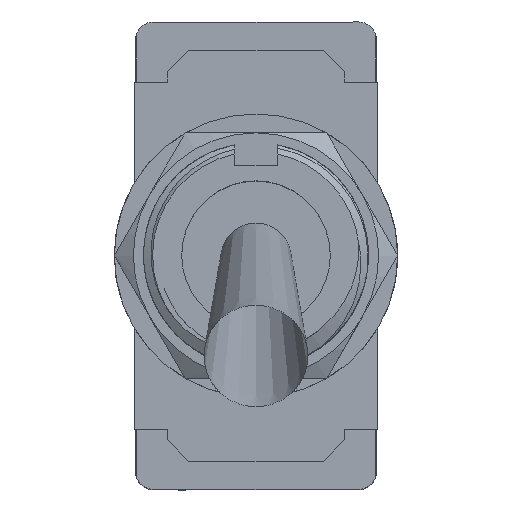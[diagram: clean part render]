
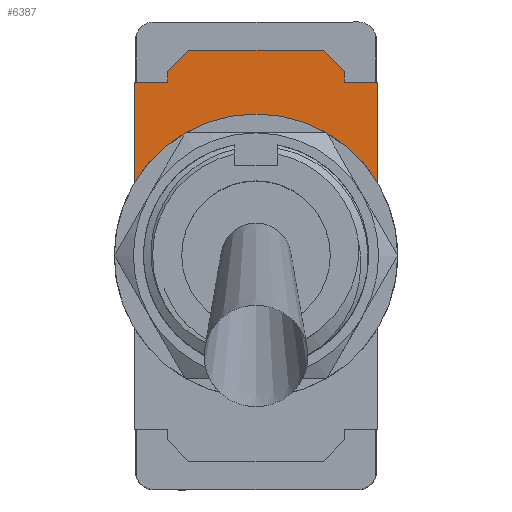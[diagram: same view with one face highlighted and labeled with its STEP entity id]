
A CAD part, top view. The second image highlights one B-rep face of the part: STEP entity #6387.
In plain terms, the highlighted planar face has unit normal (0, 0, 1).
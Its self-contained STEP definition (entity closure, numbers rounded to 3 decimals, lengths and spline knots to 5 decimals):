
#334=PLANE('',#6784);
#594=FACE_OUTER_BOUND('',#957,.T.);
#957=EDGE_LOOP('',(#5291,#5292,#5293,#5294,#5295,#5296,#5297,#5298,#5299,
#5300));
#1450=LINE('',#23880,#2026);
#1454=LINE('',#23888,#2030);
#1457=LINE('',#23894,#2033);
#1460=LINE('',#23900,#2036);
#1463=LINE('',#23906,#2039);
#1470=LINE('',#23919,#2046);
#1491=LINE('',#23980,#2067);
#1501=LINE('',#24066,#2077);
#1502=LINE('',#24067,#2078);
#2026=VECTOR('',#7670,39.37008);
#2030=VECTOR('',#7676,39.37008);
#2033=VECTOR('',#7681,39.37008);
#2036=VECTOR('',#7686,39.37008);
#2039=VECTOR('',#7691,39.37008);
#2046=VECTOR('',#7700,39.37008);
#2067=VECTOR('',#7745,39.37008);
#2077=VECTOR('',#7769,39.37008);
#2078=VECTOR('',#7770,39.37008);
#2549=CIRCLE('',#6785,0.15748);
#2962=VERTEX_POINT('',#23878);
#2963=VERTEX_POINT('',#23879);
#2966=VERTEX_POINT('',#23887);
#2968=VERTEX_POINT('',#23893);
#2970=VERTEX_POINT('',#23899);
#2972=VERTEX_POINT('',#23905);
#2976=VERTEX_POINT('',#23916);
#2977=VERTEX_POINT('',#23918);
#2999=VERTEX_POINT('',#24063);
#3000=VERTEX_POINT('',#24065);
#3766=EDGE_CURVE('',#2962,#2963,#1450,.T.);
#3770=EDGE_CURVE('',#2966,#2962,#1454,.T.);
#3773=EDGE_CURVE('',#2968,#2966,#1457,.T.);
#3776=EDGE_CURVE('',#2970,#2968,#1460,.T.);
#3779=EDGE_CURVE('',#2972,#2970,#1463,.T.);
#3786=EDGE_CURVE('',#2976,#2977,#1470,.T.);
#3811=EDGE_CURVE('',#2977,#2972,#1491,.T.);
#3827=EDGE_CURVE('',#2999,#2976,#2549,.T.);
#3828=EDGE_CURVE('',#2999,#3000,#1501,.T.);
#3829=EDGE_CURVE('',#2963,#3000,#1502,.T.);
#5291=ORIENTED_EDGE('',*,*,#3827,.F.);
#5292=ORIENTED_EDGE('',*,*,#3828,.T.);
#5293=ORIENTED_EDGE('',*,*,#3829,.F.);
#5294=ORIENTED_EDGE('',*,*,#3766,.F.);
#5295=ORIENTED_EDGE('',*,*,#3770,.F.);
#5296=ORIENTED_EDGE('',*,*,#3773,.F.);
#5297=ORIENTED_EDGE('',*,*,#3776,.F.);
#5298=ORIENTED_EDGE('',*,*,#3779,.F.);
#5299=ORIENTED_EDGE('',*,*,#3811,.F.);
#5300=ORIENTED_EDGE('',*,*,#3786,.F.);
#6387=ADVANCED_FACE('',(#594),#334,.F.);
#6784=AXIS2_PLACEMENT_3D('',#24062,#7765,#7766);
#6785=AXIS2_PLACEMENT_3D('',#24064,#7767,#7768);
#7670=DIRECTION('',(0.,-1.,0.));
#7676=DIRECTION('',(0.707,-0.707,0.));
#7681=DIRECTION('',(1.,0.,0.));
#7686=DIRECTION('',(0.707,0.707,0.));
#7691=DIRECTION('',(0.,1.,0.));
#7700=DIRECTION('',(0.,1.,0.));
#7745=DIRECTION('',(1.,0.,0.));
#7765=DIRECTION('center_axis',(0.,0.,
-1.));
#7766=DIRECTION('ref_axis',(-1.,0.,0.));
#7767=DIRECTION('center_axis',(0.,0.,
1.));
#7768=DIRECTION('ref_axis',(1.,0.,0.));
#7769=DIRECTION('',(0.,1.,0.));
#7770=DIRECTION('',(1.,0.,0.));
#23878=CARTESIAN_POINT('',(0.06445,0.43101,-0.19195));
#23879=CARTESIAN_POINT('',(0.06445,0.4192,-0.19195));
#23880=CARTESIAN_POINT('',(0.06445,0.22629,-0.19195));
#23887=CARTESIAN_POINT('',(0.04082,0.45464,-0.19195));
#23888=CARTESIAN_POINT('',(0.04082,0.45464,-0.19195));
#23893=CARTESIAN_POINT('',(-0.10839,0.45464,-0.19195));
#23894=CARTESIAN_POINT('',(-0.03378,0.45464,-0.19195));
#23899=CARTESIAN_POINT('',(-0.13201,0.43101,-0.19195));
#23900=CARTESIAN_POINT('',(-0.13201,0.43101,-0.19195));
#23905=CARTESIAN_POINT('',(-0.13201,0.4192,-0.19195));
#23906=CARTESIAN_POINT('',(-0.13201,0.22629,-0.19195));
#23916=CARTESIAN_POINT('',(-0.16862,0.30764,-0.19195));
#23918=CARTESIAN_POINT('',(-0.16862,0.4192,-0.19195));
#23919=CARTESIAN_POINT('',(-0.16862,0.22629,-0.19195));
#23980=CARTESIAN_POINT('',(-0.16862,0.4192,-0.19195));
#24062=CARTESIAN_POINT('Origin',(-0.03378,0.22629,
-0.19195));
#24063=CARTESIAN_POINT('',(0.10106,0.30764,-0.19195));
#24064=CARTESIAN_POINT('Origin',(-0.03378,0.22629,
-0.19195));
#24065=CARTESIAN_POINT('',(0.10106,0.4192,-0.19195));
#24066=CARTESIAN_POINT('',(0.10106,0.22629,-0.19195));
#24067=CARTESIAN_POINT('',(-0.16862,0.4192,-0.19195));
